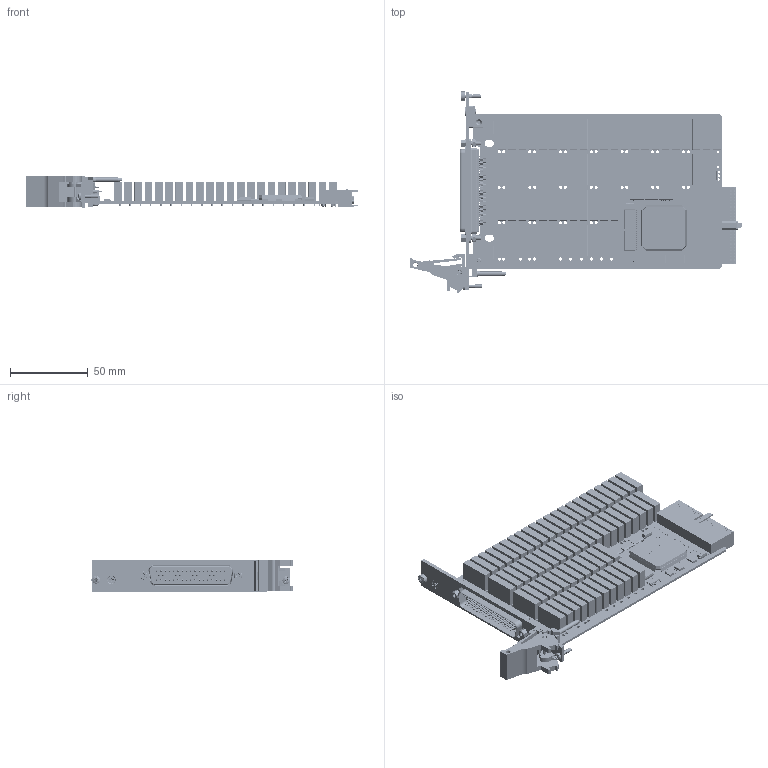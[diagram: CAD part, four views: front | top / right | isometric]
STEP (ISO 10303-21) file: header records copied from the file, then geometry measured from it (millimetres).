
FILE_DESCRIPTION (( 'STEP AP214' ), '1' );
FILE_NAME ('40-198-001 Fault Insertion 5A 20CH 2 BUS.STEP', '2013-08-22T10:31:04', ( 'admin' ), ( '' ), 'SwSTEP 2.0', 'SolidWorks 2012', '' );
FILE_SCHEMA (( 'AUTOMOTIVE_DESIGN' ));
Length unit declared in the file: millimetre
Products named in the file (1): 40-198-001 Fault Insertion 5A 20CH 2 BUS
Bounding box: 214.06 x 129.67 x 20 mm (x, y, z)
Surface area: 111943.3 mm2 (no closed solid volume)
Topology: 0 solids, 574 shells, 4167 faces, 14513 edges, 10634 vertices
Faces by surface type: plane 2422, cylinder 1603, cone 80, torus 25, sphere 19, bspline 18
Full cylindrical faces by diameter (mm): 0.313 x2, 0.6 x110, 0.7 x33, 0.8 x134, 1 x184, 1.2 x50, 1.3 x5, 1.496 x2, 1.5 x2, 1.524 x3, 1.6 x134, 1.8 x133, 2 x52, 2.05 x3, 2.497 x1, 2.5 x5, 2.7 x1, 2.8 x1, 3 x3, 4.7 x1, 4.85 x2, 5 x2, 5.2 x2, 5.3 x1, 5.5 x2, 6 x1, 6.1 x1
Entity records: 205175 total; most frequent: CARTESIAN_POINT 39768, DIRECTION 24795, ORIENTED_EDGE 19188, EDGE_CURVE 13369, VERTEX_POINT 10461, VECTOR 8789, LINE 8789, AXIS2_PLACEMENT_3D 8003
